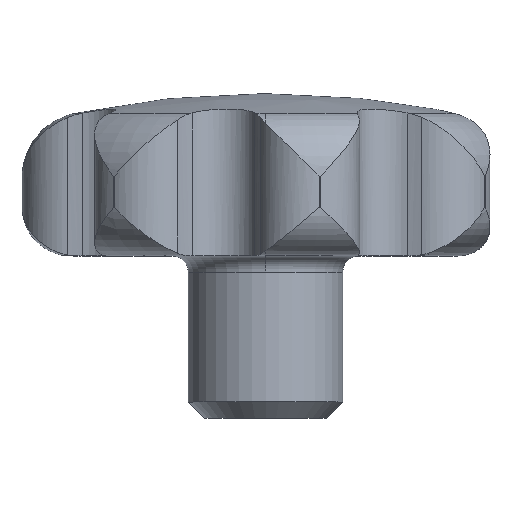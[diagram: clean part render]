
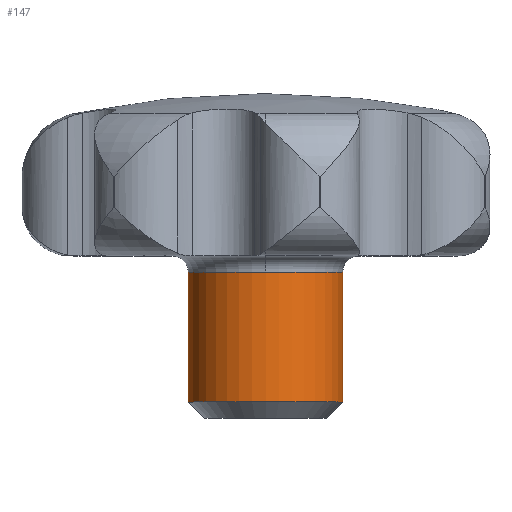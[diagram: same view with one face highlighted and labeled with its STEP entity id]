
A CAD part, top view. The second image highlights one B-rep face of the part: STEP entity #147.
In plain terms, the highlighted cylindrical face has radius 10 mm (diameter 20 mm), a partial arc.
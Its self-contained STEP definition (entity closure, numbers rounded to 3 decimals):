
#147 = ADVANCED_FACE( '', ( #296 ), #297, .T. );
#296 = FACE_OUTER_BOUND( '', #448, .T. );
#297 = CYLINDRICAL_SURFACE( '', #449, 10. );
#448 = EDGE_LOOP( '', ( #1045, #1046, #1047, #1048, #1049 ) );
#449 = AXIS2_PLACEMENT_3D( '', #1050, #1051, #1052 );
#1045 = ORIENTED_EDGE( '', *, *, #1103, .T. );
#1046 = ORIENTED_EDGE( '', *, *, #1304, .F. );
#1047 = ORIENTED_EDGE( '', *, *, #1100, .F. );
#1048 = ORIENTED_EDGE( '', *, *, #1105, .T. );
#1049 = ORIENTED_EDGE( '', *, *, #1303, .T. );
#1050 = CARTESIAN_POINT( '', ( 0., 10.5, 0. ) );
#1051 = DIRECTION( '', ( 0., -1., 0. ) );
#1052 = DIRECTION( '', ( 1., 0., 0. ) );
#1100 = EDGE_CURVE( '', #1310, #1312, #1313, .T. );
#1103 = EDGE_CURVE( '', #1317, #1318, #1319, .T. );
#1105 = EDGE_CURVE( '', #1310, #1320, #1322, .T. );
#1303 = EDGE_CURVE( '', #1320, #1317, #1649, .T. );
#1304 = EDGE_CURVE( '', #1312, #1318, #1650, .T. );
#1310 = VERTEX_POINT( '', #1657 );
#1312 = VERTEX_POINT( '', #1659 );
#1313 = CIRCLE( '', #1660, 10. );
#1317 = VERTEX_POINT( '', #1664 );
#1318 = VERTEX_POINT( '', #1665 );
#1319 = LINE( '', #1666, #1667 );
#1320 = VERTEX_POINT( '', #1668 );
#1322 = LINE( '', #1670, #1671 );
#1649 = CIRCLE( '', #2895, 10. );
#1650 = CIRCLE( '', #2896, 10. );
#1657 = CARTESIAN_POINT( '', ( -10., 18.9, 0. ) );
#1659 = CARTESIAN_POINT( '', ( 0., 18.9, 10. ) );
#1660 = AXIS2_PLACEMENT_3D( '', #2906, #2907, #2908 );
#1664 = CARTESIAN_POINT( '', ( 10., 2.1, 0. ) );
#1665 = CARTESIAN_POINT( '', ( 10., 18.9, 0. ) );
#1666 = CARTESIAN_POINT( '', ( 10., 10.5, 0. ) );
#1667 = VECTOR( '', #2915, 1. );
#1668 = CARTESIAN_POINT( '', ( -10., 2.1, 0. ) );
#1670 = CARTESIAN_POINT( '', ( -10., 10.5, 0. ) );
#1671 = VECTOR( '', #2919, 1. );
#2895 = AXIS2_PLACEMENT_3D( '', #3168, #3169, #3170 );
#2896 = AXIS2_PLACEMENT_3D( '', #3171, #3172, #3173 );
#2906 = CARTESIAN_POINT( '', ( 0., 18.9, 0. ) );
#2907 = DIRECTION( '', ( 0., 1., 0. ) );
#2908 = DIRECTION( '', ( 1., 0., 0. ) );
#2915 = DIRECTION( '', ( 0., 1., 0. ) );
#2919 = DIRECTION( '', ( 0., -1., 0. ) );
#3168 = CARTESIAN_POINT( '', ( 0., 2.1, 0. ) );
#3169 = DIRECTION( '', ( 0., 1., 0. ) );
#3170 = DIRECTION( '', ( 1., 0., 0. ) );
#3171 = CARTESIAN_POINT( '', ( 0., 18.9, 0. ) );
#3172 = DIRECTION( '', ( 0., 1., 0. ) );
#3173 = DIRECTION( '', ( 1., 0., 0. ) );
